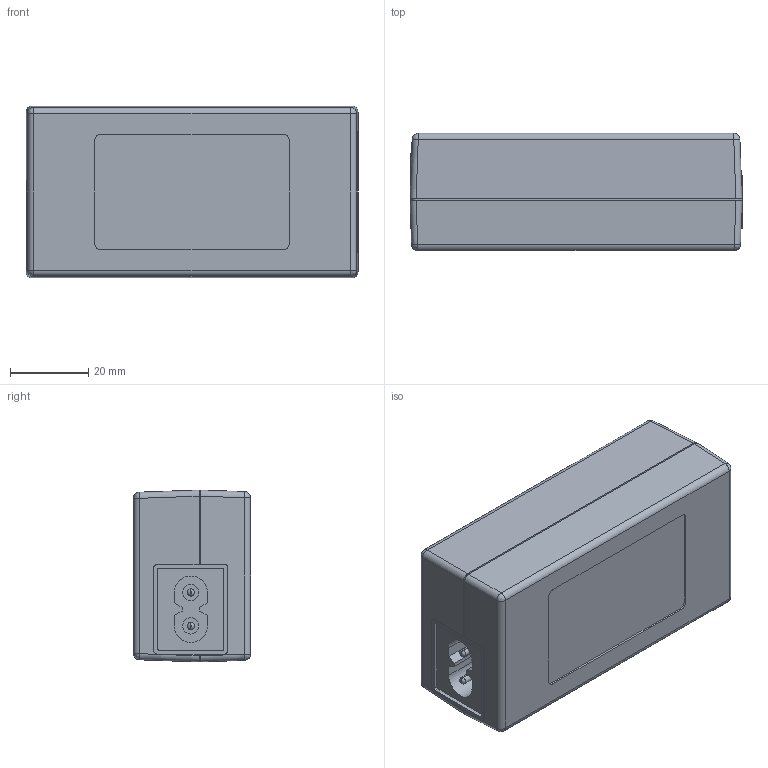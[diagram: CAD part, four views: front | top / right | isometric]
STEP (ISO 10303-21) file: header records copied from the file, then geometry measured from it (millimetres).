
FILE_DESCRIPTION (( 'STEP AP214' ), '1' );
FILE_NAME ('PS1212-POE.STEP', '2012-11-16T15:16:30', ( 'x' ), ( '' ), 'SwSTEP 2.0', 'SolidWorks 2012', '' );
FILE_SCHEMA (( 'AUTOMOTIVE_DESIGN' ));
Length unit declared in the file: inch
Products named in the file (1): PS1212-POE
Bounding box: 85 x 30 x 44 mm (x, y, z)
Volume: 104765.8 mm3; surface area: 16711.3 mm2
Topology: 1 solids, 1 shells, 226 faces, 576 edges, 364 vertices
Faces by surface type: plane 151, cylinder 49, bspline 22, torus 4
Entity records: 11520 total; most frequent: CARTESIAN_POINT 3329, ORIENTED_EDGE 1136, DIRECTION 1000, EDGE_CURVE 568, LINE 434, VECTOR 434, VERTEX_POINT 364, AXIS2_PLACEMENT_3D 283
